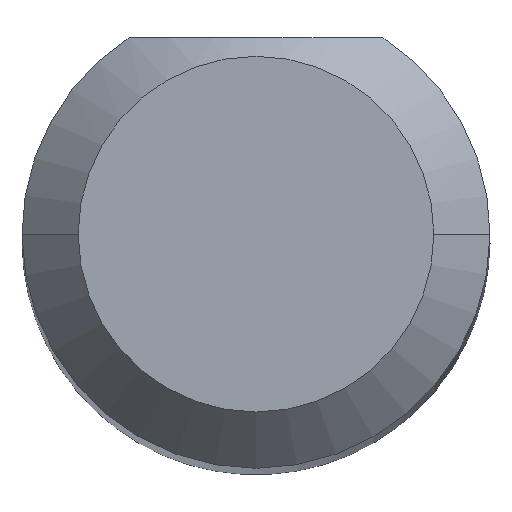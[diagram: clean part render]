
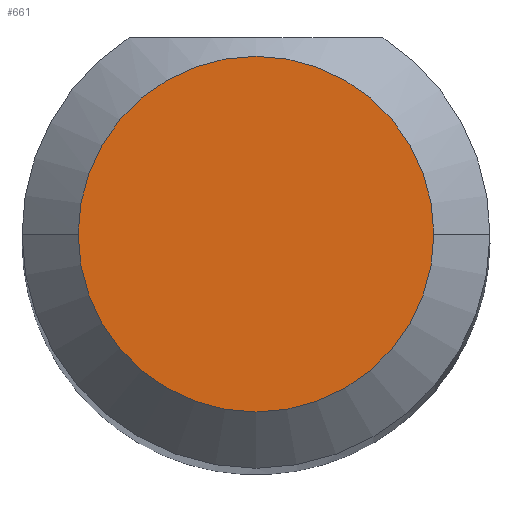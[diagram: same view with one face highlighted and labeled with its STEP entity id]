
A CAD part, top view. The second image highlights one B-rep face of the part: STEP entity #661.
In plain terms, the highlighted planar face has unit normal (0, 0, 1).
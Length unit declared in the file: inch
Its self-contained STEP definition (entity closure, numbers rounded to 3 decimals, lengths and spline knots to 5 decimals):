
#52 = AXIS2_PLACEMENT_3D ( 'NONE', #82, #589, #421 ) ;
#76 = DIRECTION ( 'NONE',  ( 0., 0., 1. ) ) ;
#81 = DIRECTION ( 'NONE',  ( 0., 0., 1. ) ) ;
#82 = CARTESIAN_POINT ( 'NONE',  ( 0., 0., 1.5 ) ) ;
#84 = AXIS2_PLACEMENT_3D ( 'NONE', #184, #76, #296 ) ;
#142 = ORIENTED_EDGE ( 'NONE', *, *, #655, .T. ) ;
#159 = CIRCLE ( 'NONE', #84, 0.0475 ) ;
#162 = EDGE_CURVE ( 'NONE', #216, #170, #677, .T. ) ;
#170 = VERTEX_POINT ( 'NONE', #250 ) ;
#184 = CARTESIAN_POINT ( 'NONE',  ( 0., 0., 1.5 ) ) ;
#198 = DIRECTION ( 'NONE',  ( 1., 0., 0. ) ) ;
#199 = PLANE ( 'NONE',  #52 ) ;
#205 = CARTESIAN_POINT ( 'NONE',  ( 0., 0., 1.5 ) ) ;
#216 = VERTEX_POINT ( 'NONE', #428 ) ;
#250 = CARTESIAN_POINT ( 'NONE',  ( -0.0475, 0., 1.5 ) ) ;
#296 = DIRECTION ( 'NONE',  ( 1., 0., 0. ) ) ;
#349 = EDGE_LOOP ( 'NONE', ( #142, #435 ) ) ;
#421 = DIRECTION ( 'NONE',  ( 1., 0., 0. ) ) ;
#428 = CARTESIAN_POINT ( 'NONE',  ( 0.0475, 0., 1.5 ) ) ;
#435 = ORIENTED_EDGE ( 'NONE', *, *, #162, .T. ) ;
#466 = AXIS2_PLACEMENT_3D ( 'NONE', #205, #81, #198 ) ;
#589 = DIRECTION ( 'NONE',  ( 0., 0., 1. ) ) ;
#601 = FACE_OUTER_BOUND ( 'NONE', #349, .T. ) ;
#655 = EDGE_CURVE ( 'NONE', #170, #216, #159, .T. ) ;
#661 = ADVANCED_FACE ( 'NONE', ( #601 ), #199, .T. ) ;
#677 = CIRCLE ( 'NONE', #466, 0.0475 ) ;
